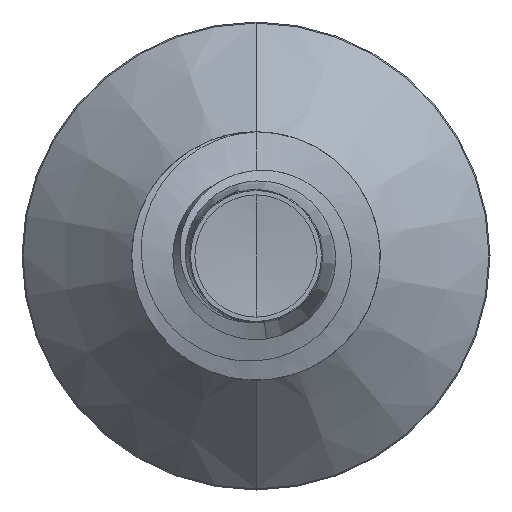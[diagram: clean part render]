
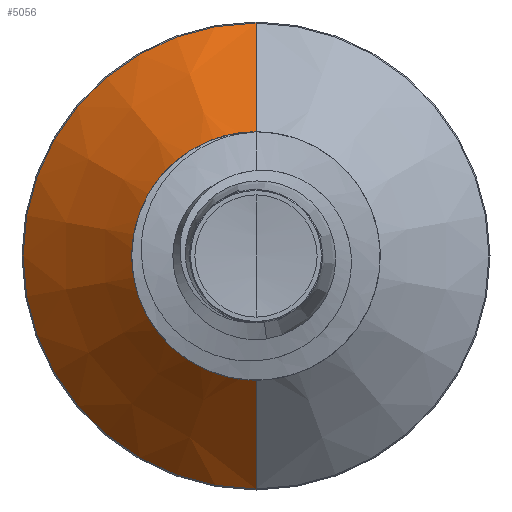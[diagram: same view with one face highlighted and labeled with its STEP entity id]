
A CAD part, front view. The second image highlights one B-rep face of the part: STEP entity #5056.
In plain terms, the highlighted conical face has half-angle 45 degrees and reference radius 2.744 mm.
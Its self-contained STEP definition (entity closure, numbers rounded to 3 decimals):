
#365 = AXIS2_PLACEMENT_3D ( 'NONE', #3903, #3853, #2475 ) ;
#746 = EDGE_CURVE ( 'NONE', #909, #4697, #11727, .T. ) ;
#909 = VERTEX_POINT ( 'NONE', #11828 ) ;
#1448 = EDGE_CURVE ( 'NONE', #2875, #10522, #8786, .T. ) ;
#2081 = CARTESIAN_POINT ( 'NONE',  ( 0., 11.624, -5.624 ) ) ;
#2412 = EDGE_CURVE ( 'NONE', #10522, #4697, #11330, .T. ) ;
#2475 = DIRECTION ( 'NONE',  ( 0., 0., 1. ) ) ;
#2544 = ORIENTED_EDGE ( 'NONE', *, *, #2412, .F. ) ;
#2703 = CARTESIAN_POINT ( 'NONE',  ( 0., 8.745, -2.745 ) ) ;
#2814 = CIRCLE ( 'NONE', #11307, 2.745 ) ;
#2875 = VERTEX_POINT ( 'NONE', #2703 ) ;
#2933 = DIRECTION ( 'NONE',  ( 0., 0.707, 0.707 ) ) ;
#3088 = CARTESIAN_POINT ( 'NONE',  ( 0., 8.745, 2.745 ) ) ;
#3550 = VECTOR ( 'NONE', #9741, 1000. ) ;
#3853 = DIRECTION ( 'NONE',  ( 0., 1., 0. ) ) ;
#3903 = CARTESIAN_POINT ( 'NONE',  ( 0., 8.745, 0. ) ) ;
#4651 = VECTOR ( 'NONE', #2933, 1000. ) ;
#4697 = VERTEX_POINT ( 'NONE', #6322 ) ;
#4938 = ORIENTED_EDGE ( 'NONE', *, *, #1448, .F. ) ;
#5056 = ADVANCED_FACE ( 'NONE', ( #9615 ), #11234, .T. ) ;
#6242 = EDGE_CURVE ( 'NONE', #2875, #909, #2814, .T. ) ;
#6322 = CARTESIAN_POINT ( 'NONE',  ( 0., 11.624, 5.624 ) ) ;
#6640 = DIRECTION ( 'NONE',  ( 0., 0., 1. ) ) ;
#6654 = DIRECTION ( 'NONE',  ( 0., 1., 0. ) ) ;
#6674 = CARTESIAN_POINT ( 'NONE',  ( 0., 11.624, 0. ) ) ;
#7607 = ORIENTED_EDGE ( 'NONE', *, *, #6242, .T. ) ;
#7748 = DIRECTION ( 'NONE',  ( 0., 0., 1. ) ) ;
#7763 = DIRECTION ( 'NONE',  ( 0., 1., 0. ) ) ;
#7765 = CARTESIAN_POINT ( 'NONE',  ( 0., 8.745, 0. ) ) ;
#8786 = LINE ( 'NONE', #9748, #3550 ) ;
#8962 = EDGE_LOOP ( 'NONE', ( #4938, #7607, #10734, #2544 ) ) ;
#9615 = FACE_OUTER_BOUND ( 'NONE', #8962, .T. ) ;
#9741 = DIRECTION ( 'NONE',  ( 0., 0.707, -0.707 ) ) ;
#9748 = CARTESIAN_POINT ( 'NONE',  ( 0., 8.745, -2.745 ) ) ;
#10522 = VERTEX_POINT ( 'NONE', #2081 ) ;
#10734 = ORIENTED_EDGE ( 'NONE', *, *, #746, .T. ) ;
#11207 = AXIS2_PLACEMENT_3D ( 'NONE', #6674, #6654, #6640 ) ;
#11234 = CONICAL_SURFACE ( 'NONE', #365, 2.745, 0.785 ) ;
#11307 = AXIS2_PLACEMENT_3D ( 'NONE', #7765, #7763, #7748 ) ;
#11330 = CIRCLE ( 'NONE', #11207, 5.624 ) ;
#11727 = LINE ( 'NONE', #3088, #4651 ) ;
#11828 = CARTESIAN_POINT ( 'NONE',  ( 0., 8.745, 2.745 ) ) ;
